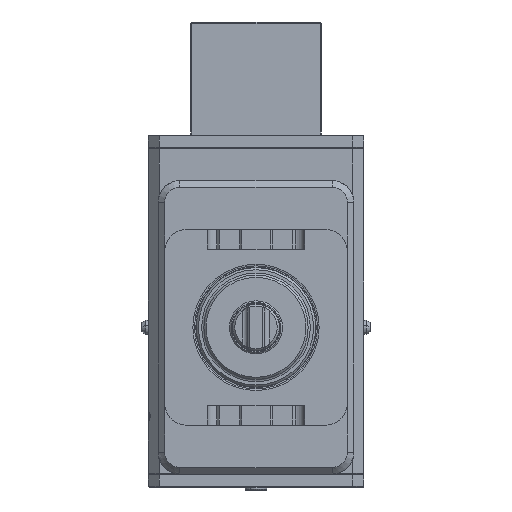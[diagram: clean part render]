
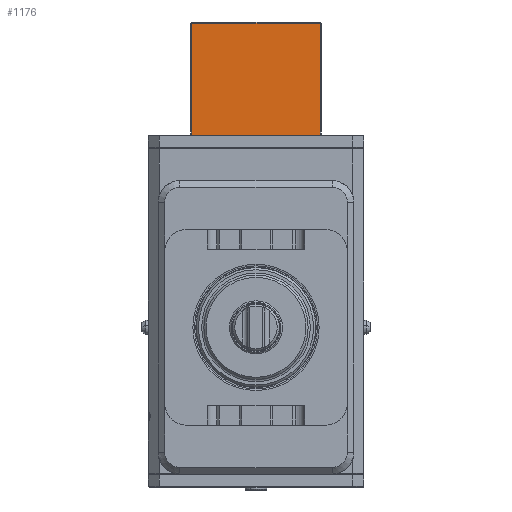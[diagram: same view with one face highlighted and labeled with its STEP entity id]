
A CAD part, front view. The second image highlights one B-rep face of the part: STEP entity #1176.
In plain terms, the highlighted planar face has unit normal (0, -1, 0).
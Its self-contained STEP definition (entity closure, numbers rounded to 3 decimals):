
#133 = DIRECTION ( 'NONE',  ( 1., 0., 0. ) ) ;
#1176 = ADVANCED_FACE ( 'Defeature completata2_285', ( #31932 ), #18452, .F. ) ;
#1368 = LINE ( 'NONE', #1555, #10047 ) ;
#1555 = CARTESIAN_POINT ( 'NONE',  ( 30., 32., 132.5 ) ) ;
#1681 = EDGE_CURVE ( 'NONE', #5574, #6823, #15126, .T. ) ;
#2301 = CARTESIAN_POINT ( 'NONE',  ( -29.5, 32., 81. ) ) ;
#3800 = ORIENTED_EDGE ( 'NONE', *, *, #13620, .T. ) ;
#3812 = DIRECTION ( 'NONE',  ( -1., 0., 0. ) ) ;
#5382 = EDGE_CURVE ( 'NONE', #6823, #16148, #1368, .T. ) ;
#5396 = LINE ( 'NONE', #23895, #18631 ) ;
#5574 = VERTEX_POINT ( 'NONE', #19165 ) ;
#6823 = VERTEX_POINT ( 'NONE', #26821 ) ;
#7762 = DIRECTION ( 'NONE',  ( 1., 0., 0. ) ) ;
#7917 = VECTOR ( 'NONE', #133, 1000. ) ;
#8678 = CARTESIAN_POINT ( 'NONE',  ( -29.5, 32., 132.5 ) ) ;
#10047 = VECTOR ( 'NONE', #3812, 1000. ) ;
#10682 = CARTESIAN_POINT ( 'NONE',  ( 30., 32., 133. ) ) ;
#12040 = CARTESIAN_POINT ( 'NONE',  ( 29.5, 32., 133. ) ) ;
#13620 = EDGE_CURVE ( 'NONE', #16148, #19939, #5396, .T. ) ;
#15126 = LINE ( 'NONE', #12040, #25577 ) ;
#15706 = LINE ( 'NONE', #23874, #7917 ) ;
#16022 = EDGE_CURVE ( 'NONE', #19939, #5574, #15706, .T. ) ;
#16148 = VERTEX_POINT ( 'NONE', #8678 ) ;
#18452 = PLANE ( 'NONE',  #33814 ) ;
#18631 = VECTOR ( 'NONE', #28865, 1000. ) ;
#18825 = DIRECTION ( 'NONE',  ( 0., 1., 0. ) ) ;
#19165 = CARTESIAN_POINT ( 'NONE',  ( 29.5, 32., 81. ) ) ;
#19939 = VERTEX_POINT ( 'NONE', #2301 ) ;
#20002 = ORIENTED_EDGE ( 'NONE', *, *, #5382, .T. ) ;
#21977 = EDGE_LOOP ( 'NONE', ( #3800, #26033, #26122, #20002 ) ) ;
#23874 = CARTESIAN_POINT ( 'NONE',  ( 30., 32., 81. ) ) ;
#23895 = CARTESIAN_POINT ( 'NONE',  ( -29.5, 32., 133. ) ) ;
#25577 = VECTOR ( 'NONE', #33272, 1000. ) ;
#26033 = ORIENTED_EDGE ( 'NONE', *, *, #16022, .T. ) ;
#26122 = ORIENTED_EDGE ( 'NONE', *, *, #1681, .T. ) ;
#26821 = CARTESIAN_POINT ( 'NONE',  ( 29.5, 32., 132.5 ) ) ;
#28865 = DIRECTION ( 'NONE',  ( 0., 0., -1. ) ) ;
#31932 = FACE_OUTER_BOUND ( 'NONE', #21977, .T. ) ;
#33272 = DIRECTION ( 'NONE',  ( 0., 0., 1. ) ) ;
#33814 = AXIS2_PLACEMENT_3D ( 'NONE', #10682, #18825, #7762 ) ;
